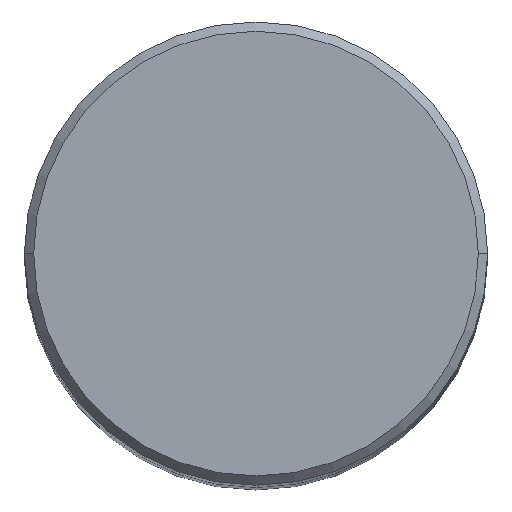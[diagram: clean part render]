
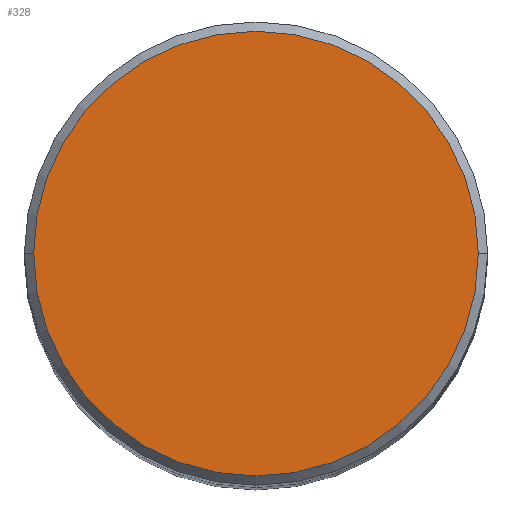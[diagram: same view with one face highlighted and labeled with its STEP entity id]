
A CAD part, top view. The second image highlights one B-rep face of the part: STEP entity #328.
In plain terms, the highlighted planar face has unit normal (0, 0, 1).
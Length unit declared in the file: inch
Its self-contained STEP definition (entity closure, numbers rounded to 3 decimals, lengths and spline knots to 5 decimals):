
#5 = FACE_OUTER_BOUND ( 'NONE', #98, .T. ) ;
#70 = DIRECTION ( 'NONE',  ( 1., 0., 0. ) ) ;
#71 = CARTESIAN_POINT ( 'NONE',  ( 0.48, 0., 0. ) ) ;
#98 = EDGE_LOOP ( 'NONE', ( #119, #231 ) ) ;
#108 = CIRCLE ( 'NONE', #478, 0.48 ) ;
#119 = ORIENTED_EDGE ( 'NONE', *, *, #164, .T. ) ;
#124 = EDGE_CURVE ( 'NONE', #199, #167, #108, .T. ) ;
#163 = DIRECTION ( 'NONE',  ( 0., 0., -1. ) ) ;
#164 = EDGE_CURVE ( 'NONE', #167, #199, #285, .T. ) ;
#167 = VERTEX_POINT ( 'NONE', #196 ) ;
#196 = CARTESIAN_POINT ( 'NONE',  ( -0.48, 0., 0. ) ) ;
#199 = VERTEX_POINT ( 'NONE', #71 ) ;
#231 = ORIENTED_EDGE ( 'NONE', *, *, #124, .T. ) ;
#233 = CARTESIAN_POINT ( 'NONE',  ( 0., 0.48, 0. ) ) ;
#259 = CARTESIAN_POINT ( 'NONE',  ( 0., 0., 0. ) ) ;
#285 = CIRCLE ( 'NONE', #336, 0.48 ) ;
#290 = AXIS2_PLACEMENT_3D ( 'NONE', #233, #163, #414 ) ;
#302 = DIRECTION ( 'NONE',  ( 0., 0., 1. ) ) ;
#320 = PLANE ( 'NONE',  #290 ) ;
#328 = ADVANCED_FACE ( 'NONE', ( #5 ), #320, .F. ) ;
#336 = AXIS2_PLACEMENT_3D ( 'NONE', #405, #302, #70 ) ;
#405 = CARTESIAN_POINT ( 'NONE',  ( 0., 0., 0. ) ) ;
#414 = DIRECTION ( 'NONE',  ( -1., 0., 0. ) ) ;
#441 = DIRECTION ( 'NONE',  ( 0., 0., 1. ) ) ;
#449 = DIRECTION ( 'NONE',  ( 1., 0., 0. ) ) ;
#478 = AXIS2_PLACEMENT_3D ( 'NONE', #259, #441, #449 ) ;
